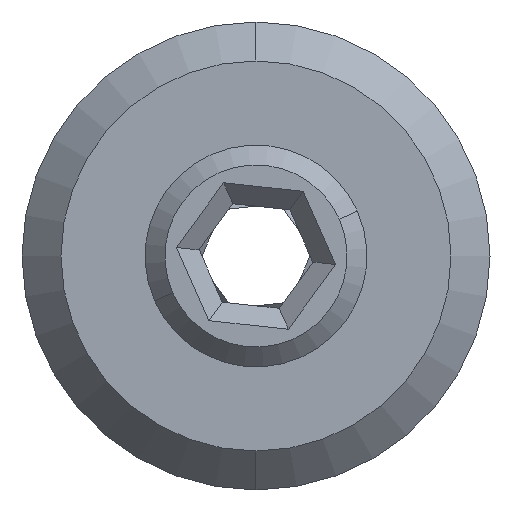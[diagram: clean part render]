
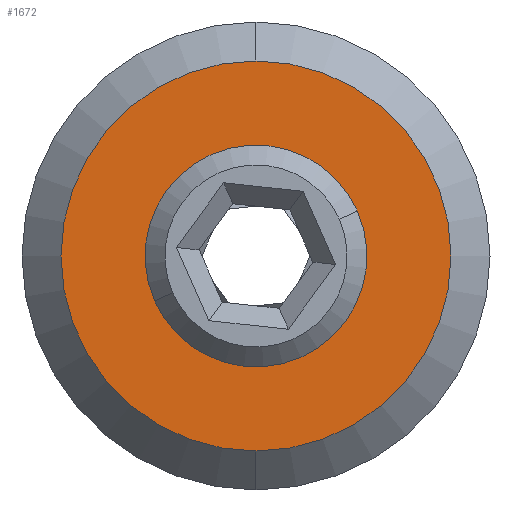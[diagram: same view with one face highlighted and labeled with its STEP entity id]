
A CAD part, left-side view. The second image highlights one B-rep face of the part: STEP entity #1672.
In plain terms, the highlighted planar face has unit normal (-1, 0, 0).
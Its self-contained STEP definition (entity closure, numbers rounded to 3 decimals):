
#33 = ORIENTED_EDGE ( 'NONE', *, *, #672, .T. ) ;
#166 = CARTESIAN_POINT ( 'NONE',  ( -24.93, 1.665, 10.2 ) ) ;
#174 = EDGE_CURVE ( 'NONE', #1773, #922, #739, .T. ) ;
#183 = CARTESIAN_POINT ( 'NONE',  ( -24.93, 1.665, 11.32 ) ) ;
#202 = PLANE ( 'NONE',  #336 ) ;
#217 = VERTEX_POINT ( 'NONE', #358 ) ;
#243 = AXIS2_PLACEMENT_3D ( 'NONE', #1480, #1338, #503 ) ;
#249 = VERTEX_POINT ( 'NONE', #166 ) ;
#286 = CIRCLE ( 'NONE', #243, 2.5 ) ;
#334 = DIRECTION ( 'NONE',  ( 1., 0., 0. ) ) ;
#336 = AXIS2_PLACEMENT_3D ( 'NONE', #1190, #334, #1041 ) ;
#358 = CARTESIAN_POINT ( 'NONE',  ( -24.93, 1.665, 15.2 ) ) ;
#362 = CIRCLE ( 'NONE', #913, 1.38 ) ;
#503 = DIRECTION ( 'NONE',  ( 0., 0., -1. ) ) ;
#508 = CARTESIAN_POINT ( 'NONE',  ( -24.93, 1.665, 12.7 ) ) ;
#607 = DIRECTION ( 'NONE',  ( 1., 0., 0. ) ) ;
#622 = DIRECTION ( 'NONE',  ( 0., 0., -1. ) ) ;
#672 = EDGE_CURVE ( 'NONE', #922, #1773, #362, .T. ) ;
#700 = EDGE_CURVE ( 'NONE', #249, #217, #1211, .T. ) ;
#722 = AXIS2_PLACEMENT_3D ( 'NONE', #829, #844, #845 ) ;
#739 = CIRCLE ( 'NONE', #1372, 1.38 ) ;
#829 = CARTESIAN_POINT ( 'NONE',  ( -24.93, 1.665, 12.7 ) ) ;
#844 = DIRECTION ( 'NONE',  ( -1., 0., 0. ) ) ;
#845 = DIRECTION ( 'NONE',  ( 0., 0., -1. ) ) ;
#866 = FACE_OUTER_BOUND ( 'NONE', #924, .T. ) ;
#913 = AXIS2_PLACEMENT_3D ( 'NONE', #508, #607, #622 ) ;
#922 = VERTEX_POINT ( 'NONE', #1411 ) ;
#924 = EDGE_LOOP ( 'NONE', ( #1191, #1724 ) ) ;
#1041 = DIRECTION ( 'NONE',  ( 0., 0., -1. ) ) ;
#1190 = CARTESIAN_POINT ( 'NONE',  ( -24.93, 1.665, 12.7 ) ) ;
#1191 = ORIENTED_EDGE ( 'NONE', *, *, #700, .T. ) ;
#1198 = ORIENTED_EDGE ( 'NONE', *, *, #174, .T. ) ;
#1202 = FACE_BOUND ( 'NONE', #1217, .T. ) ;
#1207 = CARTESIAN_POINT ( 'NONE',  ( -24.93, 1.665, 12.7 ) ) ;
#1211 = CIRCLE ( 'NONE', #722, 2.5 ) ;
#1217 = EDGE_LOOP ( 'NONE', ( #1198, #33 ) ) ;
#1221 = DIRECTION ( 'NONE',  ( 1., 0., 0. ) ) ;
#1228 = DIRECTION ( 'NONE',  ( 0., 0., -1. ) ) ;
#1338 = DIRECTION ( 'NONE',  ( -1., 0., 0. ) ) ;
#1372 = AXIS2_PLACEMENT_3D ( 'NONE', #1207, #1221, #1228 ) ;
#1411 = CARTESIAN_POINT ( 'NONE',  ( -24.93, 1.665, 14.08 ) ) ;
#1420 = EDGE_CURVE ( 'NONE', #217, #249, #286, .T. ) ;
#1480 = CARTESIAN_POINT ( 'NONE',  ( -24.93, 1.665, 12.7 ) ) ;
#1672 = ADVANCED_FACE ( 'NONE', ( #1202, #866 ), #202, .F. ) ;
#1724 = ORIENTED_EDGE ( 'NONE', *, *, #1420, .T. ) ;
#1773 = VERTEX_POINT ( 'NONE', #183 ) ;
